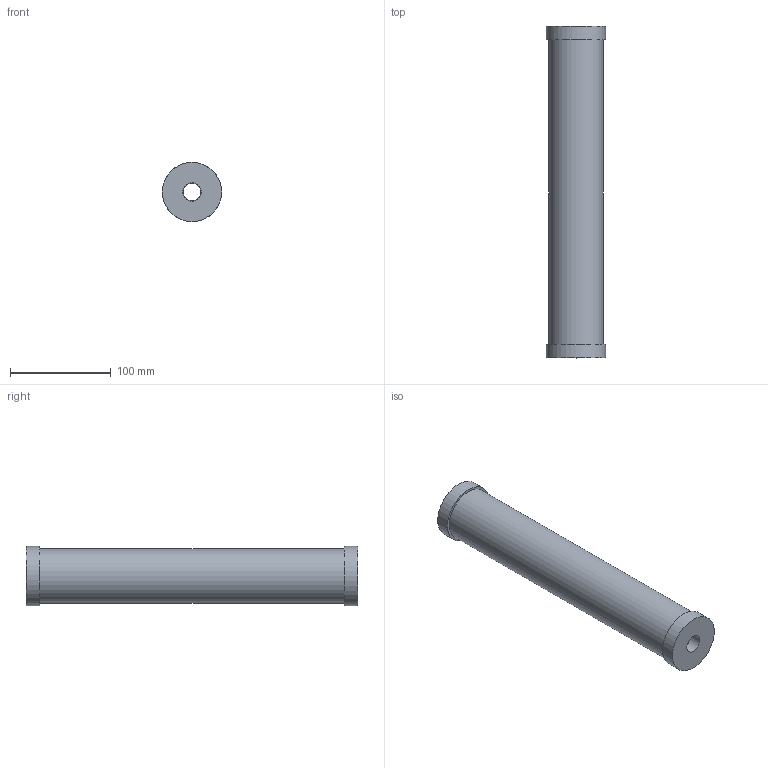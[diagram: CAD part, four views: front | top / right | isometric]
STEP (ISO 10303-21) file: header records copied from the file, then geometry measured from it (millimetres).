
FILE_DESCRIPTION((''),'2;1');
FILE_NAME('AC#2-500_R0.iam.stp','2016-10-13T14:12:33',(''),(''),'Autodesk Inventor 2009','Autodesk Inventor 2009','');
FILE_SCHEMA(('AUTOMOTIVE_DESIGN { 1 0 10303 214 1 1 1 1 }'));
Length unit declared in the file: inch
Products named in the file (4): AC#2-500_R0; AC-2B-500; AC-500-TUBE; AC-2T-500
Assembly tree (3 placements, depth 2):
  AC#2-500_R0
    AC-2B-500
    AC-500-TUBE
    AC-2T-500
Bounding box: 58.93 x 330.2 x 58.93 mm (x, y, z)
Volume: 160985.2 mm3; surface area: 119015.2 mm2
Topology: 3 solids, 3 shells, 20 faces, 32 edges, 22 vertices
Faces by surface type: plane 8, bspline 6, cylinder 6
Full cylindrical faces by diameter (mm): 46.99 x1, 49.657 x1, 50.927 x1, 53.975 x1, 58.928 x2
Entity records: 588 total; most frequent: CARTESIAN_POINT 141, DIRECTION 82, AXIS2_PLACEMENT_3D 41, ORIENTED_EDGE 40, EDGE_LOOP 40, VERTEX_POINT 20, CIRCLE 20, EDGE_CURVE 20
